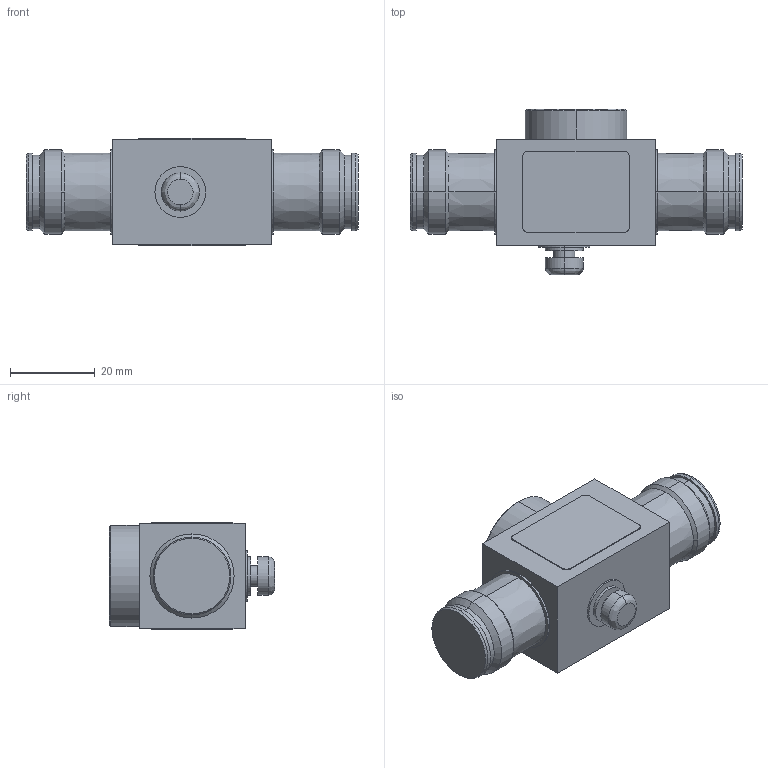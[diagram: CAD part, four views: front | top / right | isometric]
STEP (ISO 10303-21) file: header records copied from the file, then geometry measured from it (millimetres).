
FILE_DESCRIPTION (( 'STEP AP214' ), '1' );
FILE_NAME ('QWP-43F43F-ER_3D.STEP', '2022-11-01T16:32:37', ( '' ), ( '' ), 'SwSTEP 2.0', 'SolidWorks 2022', '' );
FILE_SCHEMA (( 'AUTOMOTIVE_DESIGN' ));
Length unit declared in the file: inch
Products named in the file (1): QWP-43F43F-ER_3D
Bounding box: 78.5 x 39.1 x 25.4 mm (x, y, z)
Volume: 38451.4 mm3; surface area: 8342.2 mm2
Topology: 1 solids, 1 shells, 83 faces, 186 edges, 116 vertices
Faces by surface type: cylinder 34, plane 25, cone 22, bspline 2
Entity records: 2382 total; most frequent: DIRECTION 440, CARTESIAN_POINT 422, ORIENTED_EDGE 372, EDGE_CURVE 186, AXIS2_PLACEMENT_3D 174, VERTEX_POINT 116, EDGE_LOOP 94, VECTOR 92
